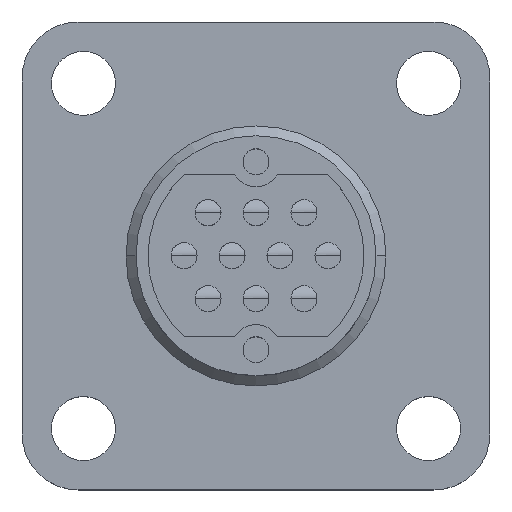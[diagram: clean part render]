
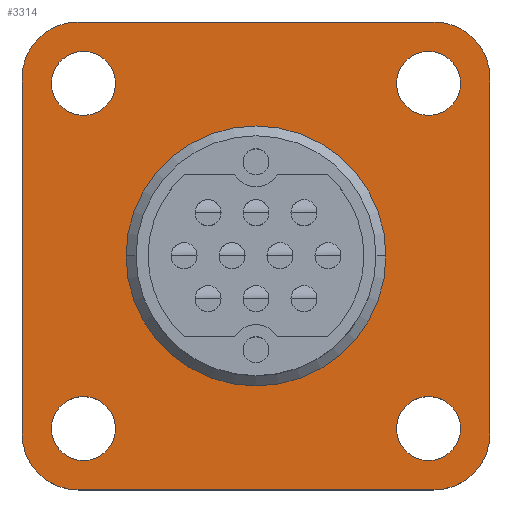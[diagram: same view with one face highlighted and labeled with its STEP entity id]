
A CAD part, top view. The second image highlights one B-rep face of the part: STEP entity #3314.
In plain terms, the highlighted planar face has unit normal (0, 0, 1).
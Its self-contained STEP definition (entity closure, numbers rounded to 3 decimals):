
#194=DIRECTION('',(1.,0.,0.));
#195=VECTOR('',#194,17.8);
#196=CARTESIAN_POINT('',(-8.9,11.7,8.55));
#197=LINE('',#196,#195);
#198=CARTESIAN_POINT('',(8.9,-8.9,8.55));
#199=DIRECTION('',(0.,0.,1.));
#200=DIRECTION('',(0.,-1.,0.));
#201=AXIS2_PLACEMENT_3D('',#198,#199,#200);
#203=CARTESIAN_POINT('',(-8.9,-8.9,8.55));
#204=DIRECTION('',(0.,0.,1.));
#205=DIRECTION('',(-1.,0.,0.));
#206=AXIS2_PLACEMENT_3D('',#203,#204,#205);
#208=CARTESIAN_POINT('',(-8.9,8.9,8.55));
#209=DIRECTION('',(0.,0.,1.));
#210=DIRECTION('',(0.,1.,0.));
#211=AXIS2_PLACEMENT_3D('',#208,#209,#210);
#213=CARTESIAN_POINT('',(8.9,8.9,8.55));
#214=DIRECTION('',(0.,0.,1.));
#215=DIRECTION('',(1.,0.,0.));
#216=AXIS2_PLACEMENT_3D('',#213,#214,#215);
#218=CARTESIAN_POINT('',(0.,0.,8.55));
#219=DIRECTION('',(0.,0.,-1.));
#220=DIRECTION('',(-1.,0.,0.));
#221=AXIS2_PLACEMENT_3D('',#218,#219,#220);
#223=CARTESIAN_POINT('',(0.,0.,8.55));
#224=DIRECTION('',(0.,0.,-1.));
#225=DIRECTION('',(0.,-1.,0.));
#226=AXIS2_PLACEMENT_3D('',#223,#224,#225);
#228=CARTESIAN_POINT('',(0.,0.,8.55));
#229=DIRECTION('',(0.,0.,-1.));
#230=DIRECTION('',(1.,0.,0.));
#231=AXIS2_PLACEMENT_3D('',#228,#229,#230);
#233=CARTESIAN_POINT('',(-8.63,8.63,8.55));
#234=DIRECTION('',(0.,0.,-1.));
#235=DIRECTION('',(1.,0.,0.));
#236=AXIS2_PLACEMENT_3D('',#233,#234,#235);
#238=CARTESIAN_POINT('',(-8.63,8.63,8.55));
#239=DIRECTION('',(0.,0.,-1.));
#240=DIRECTION('',(-1.,0.,0.));
#241=AXIS2_PLACEMENT_3D('',#238,#239,#240);
#243=CARTESIAN_POINT('',(8.63,-8.63,8.55));
#244=DIRECTION('',(0.,0.,-1.));
#245=DIRECTION('',(1.,0.,0.));
#246=AXIS2_PLACEMENT_3D('',#243,#244,#245);
#248=CARTESIAN_POINT('',(8.63,-8.63,8.55));
#249=DIRECTION('',(0.,0.,-1.));
#250=DIRECTION('',(-1.,0.,0.));
#251=AXIS2_PLACEMENT_3D('',#248,#249,#250);
#253=CARTESIAN_POINT('',(8.63,8.63,8.55));
#254=DIRECTION('',(0.,0.,-1.));
#255=DIRECTION('',(1.,0.,0.));
#256=AXIS2_PLACEMENT_3D('',#253,#254,#255);
#258=CARTESIAN_POINT('',(8.63,8.63,8.55));
#259=DIRECTION('',(0.,0.,-1.));
#260=DIRECTION('',(-1.,0.,0.));
#261=AXIS2_PLACEMENT_3D('',#258,#259,#260);
#263=CARTESIAN_POINT('',(-8.63,-8.63,8.55));
#264=DIRECTION('',(0.,0.,-1.));
#265=DIRECTION('',(1.,0.,0.));
#266=AXIS2_PLACEMENT_3D('',#263,#264,#265);
#268=CARTESIAN_POINT('',(-8.63,-8.63,8.55));
#269=DIRECTION('',(0.,0.,-1.));
#270=DIRECTION('',(-1.,0.,0.));
#271=AXIS2_PLACEMENT_3D('',#268,#269,#270);
#273=DIRECTION('',(0.,-1.,0.));
#274=VECTOR('',#273,17.8);
#275=CARTESIAN_POINT('',(11.7,8.9,8.55));
#276=LINE('',#275,#274);
#285=DIRECTION('',(-1.,0.,0.));
#286=VECTOR('',#285,17.8);
#287=CARTESIAN_POINT('',(8.9,-11.7,8.55));
#288=LINE('',#287,#286);
#297=DIRECTION('',(0.,1.,0.));
#298=VECTOR('',#297,17.8);
#299=CARTESIAN_POINT('',(-11.7,-8.9,8.55));
#300=LINE('',#299,#298);
#2586=CARTESIAN_POINT('',(-6.5,0.,8.55));
#2588=VERTEX_POINT('',#2586);
#2590=CARTESIAN_POINT('',(6.5,0.,8.55));
#2592=VERTEX_POINT('',#2590);
#2668=CARTESIAN_POINT('',(-7.03,-8.63,8.55));
#2669=CARTESIAN_POINT('',(-10.23,-8.63,8.55));
#2670=VERTEX_POINT('',#2668);
#2671=VERTEX_POINT('',#2669);
#2717=CARTESIAN_POINT('',(0.,-6.5,8.55));
#2718=VERTEX_POINT('',#2717);
#2721=CARTESIAN_POINT('',(-10.23,8.63,8.55));
#2722=CARTESIAN_POINT('',(-7.03,8.63,8.55));
#2723=VERTEX_POINT('',#2721);
#2724=VERTEX_POINT('',#2722);
#2725=CARTESIAN_POINT('',(7.03,-8.63,8.55));
#2726=CARTESIAN_POINT('',(10.23,-8.63,8.55));
#2727=VERTEX_POINT('',#2725);
#2728=VERTEX_POINT('',#2726);
#2729=CARTESIAN_POINT('',(11.7,8.9,8.55));
#2730=CARTESIAN_POINT('',(11.7,-8.9,8.55));
#2731=VERTEX_POINT('',#2729);
#2732=VERTEX_POINT('',#2730);
#2815=CARTESIAN_POINT('',(10.23,8.63,8.55));
#2817=VERTEX_POINT('',#2815);
#2818=CARTESIAN_POINT('',(7.03,8.63,8.55));
#2819=VERTEX_POINT('',#2818);
#2836=CARTESIAN_POINT('',(-11.7,-8.9,8.55));
#2837=CARTESIAN_POINT('',(-8.9,-11.7,8.55));
#2838=VERTEX_POINT('',#2836);
#2839=VERTEX_POINT('',#2837);
#2840=CARTESIAN_POINT('',(-11.7,8.9,8.55));
#2841=VERTEX_POINT('',#2840);
#2842=CARTESIAN_POINT('',(-8.9,11.7,8.55));
#2843=VERTEX_POINT('',#2842);
#2844=CARTESIAN_POINT('',(8.9,11.7,8.55));
#2845=VERTEX_POINT('',#2844);
#2854=CARTESIAN_POINT('',(8.9,-11.7,8.55));
#2855=VERTEX_POINT('',#2854);
#3260=CARTESIAN_POINT('',(0.,0.,8.55));
#3261=DIRECTION('',(0.,0.,-1.));
#3262=DIRECTION('',(0.,1.,0.));
#3263=AXIS2_PLACEMENT_3D('',#3260,#3261,#3262);
#3264=PLANE('',#3263);
#3266=ORIENTED_EDGE('',*,*,#3265,.T.);
#3268=ORIENTED_EDGE('',*,*,#3267,.F.);
#3270=ORIENTED_EDGE('',*,*,#3269,.T.);
#3272=ORIENTED_EDGE('',*,*,#3271,.F.);
#3274=ORIENTED_EDGE('',*,*,#3273,.T.);
#3276=ORIENTED_EDGE('',*,*,#3275,.F.);
#3277=ORIENTED_EDGE('',*,*,#3250,.T.);
#3279=ORIENTED_EDGE('',*,*,#3278,.F.);
#3280=EDGE_LOOP('',(#3266,#3268,#3270,#3272,#3274,#3276,#3277,#3279));
#3281=FACE_OUTER_BOUND('',#3280,.F.);
#3283=ORIENTED_EDGE('',*,*,#3282,.F.);
#3285=ORIENTED_EDGE('',*,*,#3284,.F.);
#3287=ORIENTED_EDGE('',*,*,#3286,.F.);
#3288=EDGE_LOOP('',(#3283,#3285,#3287));
#3289=FACE_BOUND('',#3288,.F.);
#3291=ORIENTED_EDGE('',*,*,#3290,.F.);
#3293=ORIENTED_EDGE('',*,*,#3292,.F.);
#3294=EDGE_LOOP('',(#3291,#3293));
#3295=FACE_BOUND('',#3294,.F.);
#3297=ORIENTED_EDGE('',*,*,#3296,.F.);
#3299=ORIENTED_EDGE('',*,*,#3298,.F.);
#3300=EDGE_LOOP('',(#3297,#3299));
#3301=FACE_BOUND('',#3300,.F.);
#3303=ORIENTED_EDGE('',*,*,#3302,.F.);
#3305=ORIENTED_EDGE('',*,*,#3304,.F.);
#3306=EDGE_LOOP('',(#3303,#3305));
#3307=FACE_BOUND('',#3306,.F.);
#3309=ORIENTED_EDGE('',*,*,#3308,.F.);
#3311=ORIENTED_EDGE('',*,*,#3310,.F.);
#3312=EDGE_LOOP('',(#3309,#3311));
#3313=FACE_BOUND('',#3312,.F.);
#202=CIRCLE('',#201,2.8);
#207=CIRCLE('',#206,2.8);
#212=CIRCLE('',#211,2.8);
#217=CIRCLE('',#216,2.8);
#222=CIRCLE('',#221,6.5);
#227=CIRCLE('',#226,6.5);
#232=CIRCLE('',#231,6.5);
#237=CIRCLE('',#236,1.6);
#242=CIRCLE('',#241,1.6);
#247=CIRCLE('',#246,1.6);
#252=CIRCLE('',#251,1.6);
#257=CIRCLE('',#256,1.6);
#262=CIRCLE('',#261,1.6);
#267=CIRCLE('',#266,1.6);
#272=CIRCLE('',#271,1.6);
#3250=EDGE_CURVE('',#2843,#2845,#197,.T.);
#3265=EDGE_CURVE('',#2731,#2732,#276,.T.);
#3267=EDGE_CURVE('',#2855,#2732,#202,.T.);
#3269=EDGE_CURVE('',#2855,#2839,#288,.T.);
#3271=EDGE_CURVE('',#2838,#2839,#207,.T.);
#3273=EDGE_CURVE('',#2838,#2841,#300,.T.);
#3275=EDGE_CURVE('',#2843,#2841,#212,.T.);
#3278=EDGE_CURVE('',#2731,#2845,#217,.T.);
#3282=EDGE_CURVE('',#2588,#2592,#222,.T.);
#3284=EDGE_CURVE('',#2718,#2588,#227,.T.);
#3286=EDGE_CURVE('',#2592,#2718,#232,.T.);
#3290=EDGE_CURVE('',#2724,#2723,#237,.T.);
#3292=EDGE_CURVE('',#2723,#2724,#242,.T.);
#3296=EDGE_CURVE('',#2728,#2727,#247,.T.);
#3298=EDGE_CURVE('',#2727,#2728,#252,.T.);
#3302=EDGE_CURVE('',#2817,#2819,#257,.T.);
#3304=EDGE_CURVE('',#2819,#2817,#262,.T.);
#3308=EDGE_CURVE('',#2670,#2671,#267,.T.);
#3310=EDGE_CURVE('',#2671,#2670,#272,.T.);
#3314=ADVANCED_FACE('',(#3281,#3289,#3295,#3301,#3307,#3313),#3264,.F.);
